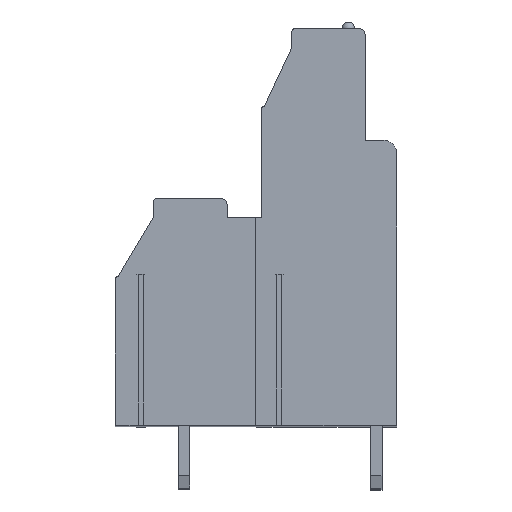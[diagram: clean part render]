
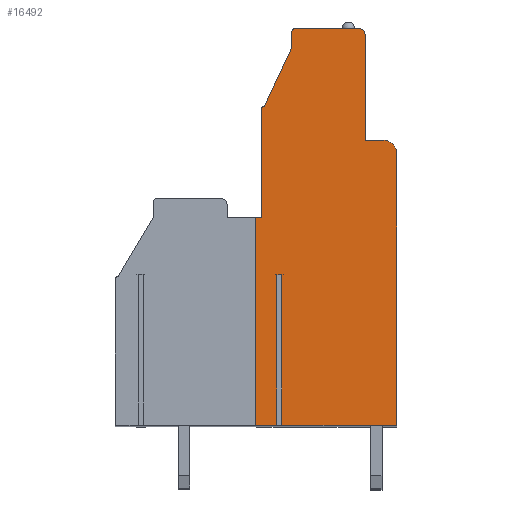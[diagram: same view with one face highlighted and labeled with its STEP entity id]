
A CAD part, top view. The second image highlights one B-rep face of the part: STEP entity #16492.
In plain terms, the highlighted planar face has unit normal (0, 0, 1).
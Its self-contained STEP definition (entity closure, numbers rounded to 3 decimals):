
#13=DIRECTION('',(0.,-1.,0.));
#14=VECTOR('',#13,8.6);
#15=CARTESIAN_POINT('',(-5.15,8.6,83.82));
#16=LINE('',#15,#14);
#17=CARTESIAN_POINT('',(-4.95,8.6,83.82));
#18=DIRECTION('',(0.,0.,1.));
#19=DIRECTION('',(0.,1.,0.));
#20=AXIS2_PLACEMENT_3D('',#17,#18,#19);
#22=DIRECTION('',(-0.424,-0.906,0.));
#23=VECTOR('',#22,5.189);
#24=CARTESIAN_POINT('',(-2.75,13.5,83.82));
#25=LINE('',#24,#23);
#26=DIRECTION('',(0.,-1.,0.));
#27=VECTOR('',#26,1.2);
#28=CARTESIAN_POINT('',(-2.75,14.7,83.82));
#29=LINE('',#28,#27);
#30=CARTESIAN_POINT('',(-2.45,14.7,83.82));
#31=DIRECTION('',(0.,0.,1.));
#32=DIRECTION('',(0.,1.,0.));
#33=AXIS2_PLACEMENT_3D('',#30,#31,#32);
#35=DIRECTION('',(-1.,0.,0.));
#36=VECTOR('',#35,5.);
#37=CARTESIAN_POINT('',(2.55,15.,83.82));
#38=LINE('',#37,#36);
#39=CARTESIAN_POINT('',(2.55,14.5,83.82));
#40=DIRECTION('',(0.,0.,1.));
#41=DIRECTION('',(1.,0.,0.));
#42=AXIS2_PLACEMENT_3D('',#39,#40,#41);
#44=DIRECTION('',(0.,1.,0.));
#45=VECTOR('',#44,8.4);
#46=CARTESIAN_POINT('',(3.05,6.1,83.82));
#47=LINE('',#46,#45);
#48=DIRECTION('',(-1.,0.,0.));
#49=VECTOR('',#48,1.5);
#50=CARTESIAN_POINT('',(4.55,6.1,83.82));
#51=LINE('',#50,#49);
#52=CARTESIAN_POINT('',(4.55,5.1,83.82));
#53=DIRECTION('',(0.,0.,1.));
#54=DIRECTION('',(1.,0.,0.));
#55=AXIS2_PLACEMENT_3D('',#52,#53,#54);
#57=DIRECTION('',(0.,1.,0.));
#58=VECTOR('',#57,21.6);
#59=CARTESIAN_POINT('',(5.55,-16.5,83.82));
#60=LINE('',#59,#58);
#61=DIRECTION('',(0.,1.,0.));
#62=VECTOR('',#61,11.95);
#63=CARTESIAN_POINT('',(-3.56,-16.5,83.82));
#64=LINE('',#63,#62);
#65=DIRECTION('',(-1.,0.,0.));
#66=VECTOR('',#65,0.38);
#67=CARTESIAN_POINT('',(-3.56,-4.55,83.82));
#68=LINE('',#67,#66);
#69=DIRECTION('',(0.,1.,0.));
#70=VECTOR('',#69,11.95);
#71=CARTESIAN_POINT('',(-3.94,-16.5,83.82));
#72=LINE('',#71,#70);
#77=DIRECTION('',(0.,-1.,0.));
#78=VECTOR('',#77,16.5);
#79=CARTESIAN_POINT('',(-5.65,0.,83.82));
#80=LINE('',#79,#78);
#174=DIRECTION('',(1.,0.,0.));
#175=VECTOR('',#174,1.71);
#176=CARTESIAN_POINT('',(-5.65,-16.5,83.82));
#177=LINE('',#176,#175);
#200=DIRECTION('',(1.,0.,0.));
#201=VECTOR('',#200,9.11);
#202=CARTESIAN_POINT('',(-3.56,-16.5,83.82));
#203=LINE('',#202,#201);
#1340=DIRECTION('',(-1.,0.,0.));
#1341=VECTOR('',#1340,0.5);
#1342=CARTESIAN_POINT('',(-5.15,0.,83.82));
#1343=LINE('',#1342,#1341);
#12695=CARTESIAN_POINT('',(5.55,-16.5,83.82));
#12696=CARTESIAN_POINT('',(5.55,5.1,83.82));
#12697=VERTEX_POINT('',#12695);
#12698=VERTEX_POINT('',#12696);
#12699=CARTESIAN_POINT('',(4.55,6.1,83.82));
#12700=VERTEX_POINT('',#12699);
#12701=CARTESIAN_POINT('',(3.05,6.1,83.82));
#12702=VERTEX_POINT('',#12701);
#12703=CARTESIAN_POINT('',(3.05,14.5,83.82));
#12704=VERTEX_POINT('',#12703);
#12705=CARTESIAN_POINT('',(2.55,15.,83.82));
#12706=VERTEX_POINT('',#12705);
#12707=CARTESIAN_POINT('',(-2.45,15.,83.82));
#12708=VERTEX_POINT('',#12707);
#12709=CARTESIAN_POINT('',(-2.75,14.7,83.82));
#12710=VERTEX_POINT('',#12709);
#12711=CARTESIAN_POINT('',(-2.75,13.5,83.82));
#12712=VERTEX_POINT('',#12711);
#12713=CARTESIAN_POINT('',(-4.95,8.8,83.82));
#12714=VERTEX_POINT('',#12713);
#12715=CARTESIAN_POINT('',(-5.15,8.6,83.82));
#12716=VERTEX_POINT('',#12715);
#12717=CARTESIAN_POINT('',(-5.15,0.,83.82));
#12718=VERTEX_POINT('',#12717);
#12763=CARTESIAN_POINT('',(-3.56,-4.55,83.82));
#12764=CARTESIAN_POINT('',(-3.94,-4.55,83.82));
#12765=VERTEX_POINT('',#12763);
#12766=VERTEX_POINT('',#12764);
#12767=CARTESIAN_POINT('',(-3.94,-16.5,83.82));
#12768=VERTEX_POINT('',#12767);
#12769=CARTESIAN_POINT('',(-3.56,-16.5,83.82));
#12770=VERTEX_POINT('',#12769);
#12937=CARTESIAN_POINT('',(-5.65,-16.5,83.82));
#12939=VERTEX_POINT('',#12937);
#12941=CARTESIAN_POINT('',(-5.65,0.,83.82));
#12942=VERTEX_POINT('',#12941);
#16449=CARTESIAN_POINT('',(0.,0.,83.82));
#16450=DIRECTION('',(0.,0.,1.));
#16451=DIRECTION('',(1.,0.,0.));
#16452=AXIS2_PLACEMENT_3D('',#16449,#16450,#16451);
#16453=PLANE('',#16452);
#16455=ORIENTED_EDGE('',*,*,#16454,.F.);
#16457=ORIENTED_EDGE('',*,*,#16456,.F.);
#16459=ORIENTED_EDGE('',*,*,#16458,.F.);
#16461=ORIENTED_EDGE('',*,*,#16460,.F.);
#16463=ORIENTED_EDGE('',*,*,#16462,.F.);
#16465=ORIENTED_EDGE('',*,*,#16464,.F.);
#16467=ORIENTED_EDGE('',*,*,#16466,.F.);
#16469=ORIENTED_EDGE('',*,*,#16468,.F.);
#16471=ORIENTED_EDGE('',*,*,#16470,.F.);
#16473=ORIENTED_EDGE('',*,*,#16472,.F.);
#16475=ORIENTED_EDGE('',*,*,#16474,.F.);
#16477=ORIENTED_EDGE('',*,*,#16476,.F.);
#16479=ORIENTED_EDGE('',*,*,#16478,.F.);
#16481=ORIENTED_EDGE('',*,*,#16480,.F.);
#16483=ORIENTED_EDGE('',*,*,#16482,.T.);
#16485=ORIENTED_EDGE('',*,*,#16484,.T.);
#16487=ORIENTED_EDGE('',*,*,#16486,.F.);
#16489=ORIENTED_EDGE('',*,*,#16488,.F.);
#16490=EDGE_LOOP('',(#16455,#16457,#16459,#16461,#16463,#16465,#16467,#16469,
#16471,#16473,#16475,#16477,#16479,#16481,#16483,#16485,#16487,#16489));
#16491=FACE_OUTER_BOUND('',#16490,.F.);
#21=CIRCLE('',#20,0.2);
#34=CIRCLE('',#33,0.3);
#43=CIRCLE('',#42,0.5);
#56=CIRCLE('',#55,1.);
#16454=EDGE_CURVE('',#12942,#12939,#80,.T.);
#16456=EDGE_CURVE('',#12718,#12942,#1343,.T.);
#16458=EDGE_CURVE('',#12716,#12718,#16,.T.);
#16460=EDGE_CURVE('',#12714,#12716,#21,.T.);
#16462=EDGE_CURVE('',#12712,#12714,#25,.T.);
#16464=EDGE_CURVE('',#12710,#12712,#29,.T.);
#16466=EDGE_CURVE('',#12708,#12710,#34,.T.);
#16468=EDGE_CURVE('',#12706,#12708,#38,.T.);
#16470=EDGE_CURVE('',#12704,#12706,#43,.T.);
#16472=EDGE_CURVE('',#12702,#12704,#47,.T.);
#16474=EDGE_CURVE('',#12700,#12702,#51,.T.);
#16476=EDGE_CURVE('',#12698,#12700,#56,.T.);
#16478=EDGE_CURVE('',#12697,#12698,#60,.T.);
#16480=EDGE_CURVE('',#12770,#12697,#203,.T.);
#16482=EDGE_CURVE('',#12770,#12765,#64,.T.);
#16484=EDGE_CURVE('',#12765,#12766,#68,.T.);
#16486=EDGE_CURVE('',#12768,#12766,#72,.T.);
#16488=EDGE_CURVE('',#12939,#12768,#177,.T.);
#16492=ADVANCED_FACE('',(#16491),#16453,.T.);
